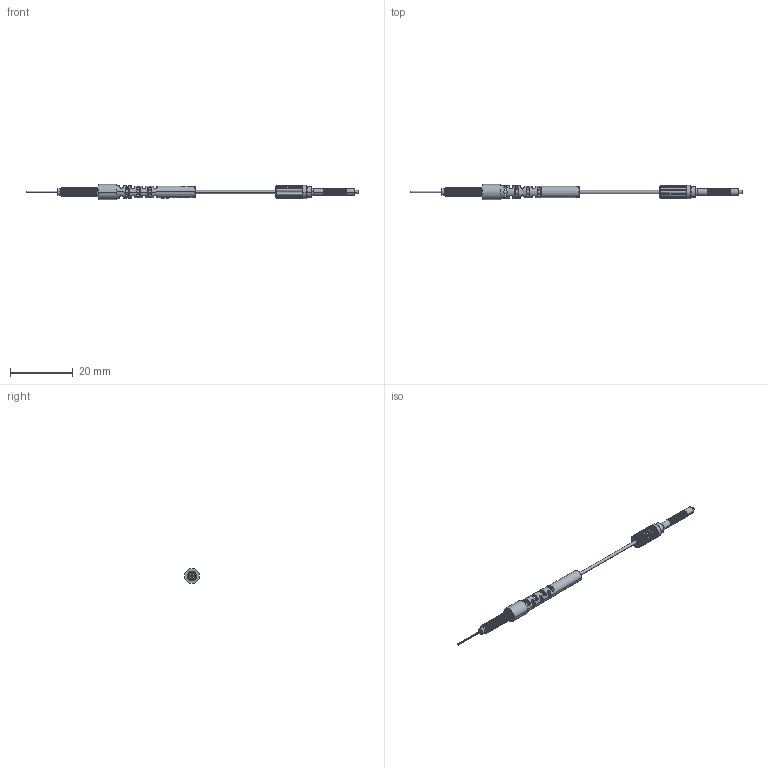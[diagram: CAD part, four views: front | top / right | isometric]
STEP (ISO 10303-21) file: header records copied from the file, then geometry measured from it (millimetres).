
FILE_DESCRIPTION((''),'2;1');
FILE_NAME('PTE3Y10-I-CX_ASM','2020-06-09T09:30:20',('Administrator'),(''),'CREO PARAMETRIC BY PTC INC, 2018400','CREO PARAMETRIC BY PTC INC, 2018400','');
FILE_SCHEMA(('AUTOMOTIVE_DESIGN { 1 0 10303 214 1 1 1 1 }'));
Length unit declared in the file: millimetre
Products named in the file (7): BOJKE-M3__1; 10XIAN__1; JW22_10___; PTM3M4-22___1; 10-4MMHT__1_ASM; 5-25_; PTE3Y10-I-CX_ASM
Assembly tree (6 placements, depth 3):
  PTE3Y10-I-CX_ASM
    BOJKE-M3__1
    10-4MMHT__1_ASM
      10XIAN__1
      JW22_10___
      PTM3M4-22___1
    5-25_
Bounding box: 106 x 4.8 x 4.8 mm (x, y, z)
Volume: 518.8 mm3; surface area: 1585.6 mm2
Topology: 5 solids, 5 shells, 639 faces, 1577 edges, 962 vertices
Faces by surface type: cylinder 258, plane 159, torus 108, bspline 92, cone 22
Entity records: 32397 total; most frequent: CARTESIAN_POINT 15974, ORIENTED_EDGE 3154, DIRECTION 3081, EDGE_CURVE 1577, AXIS2_PLACEMENT_3D 1374, VERTEX_POINT 962, CIRCLE 811, EDGE_LOOP 689
